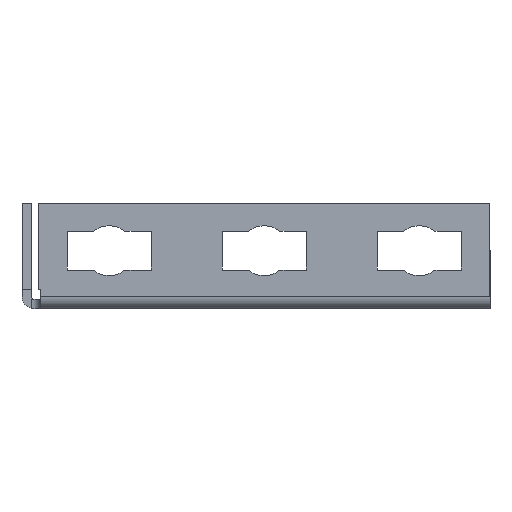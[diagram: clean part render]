
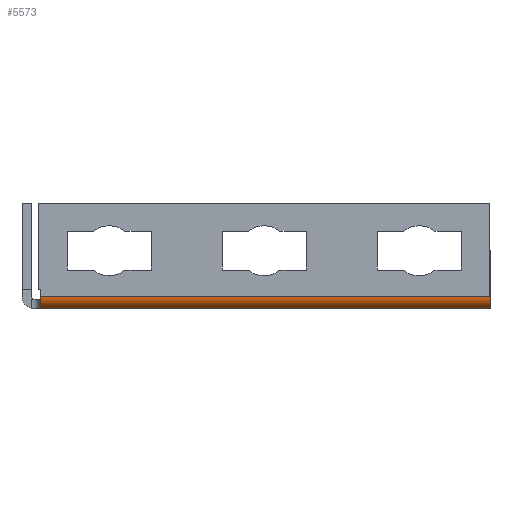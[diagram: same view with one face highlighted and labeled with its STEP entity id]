
A CAD part, left-side view. The second image highlights one B-rep face of the part: STEP entity #5573.
In plain terms, the highlighted cylindrical face has radius 5 mm (diameter 10 mm), a partial arc.
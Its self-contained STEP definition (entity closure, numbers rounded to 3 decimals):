
#5467=CARTESIAN_POINT('',(5.,-7.873,0.0));
#5468=VERTEX_POINT('',#5467);
#5476=CARTESIAN_POINT('',(4.,-8.,0.101));
#5477=VERTEX_POINT('',#5476);
#5478=CARTESIAN_POINT('',(4.,-8.,0.101));
#5479=CARTESIAN_POINT('',(4.325,-8.,0.035));
#5480=CARTESIAN_POINT('',(4.666,-7.959,0.));
#5481=CARTESIAN_POINT('',(5.,-7.873,0.));
#5482=B_SPLINE_CURVE_WITH_KNOTS('',3,(#5478,#5479,#5480,#5481),.UNSPECIFIED.,.F.,.U.,(4,4),(0.774,0.874),.UNSPECIFIED.);
#5483=EDGE_CURVE('',#5477,#5468,#5482,.T.);
#5524=CARTESIAN_POINT('',(5.,-135.941,5.0));
#5525=DIRECTION('',(0.,-1.0,0.0));
#5526=DIRECTION('',(-0.707,0.0,-0.707));
#5527=AXIS2_PLACEMENT_3D('',#5524,#5525,#5526);
#5528=CYLINDRICAL_SURFACE('',#5527,5.0);
#5529=CARTESIAN_POINT('',(4.,-200.,0.101));
#5530=VERTEX_POINT('',#5529);
#5531=CARTESIAN_POINT('',(0.,-200.0,5.0));
#5532=VERTEX_POINT('',#5531);
#5533=CARTESIAN_POINT('',(5.,-200.,5.0));
#5534=DIRECTION('',(0.0,1.0,0.0));
#5535=DIRECTION('',(-0.707,0.0,-0.707));
#5536=AXIS2_PLACEMENT_3D('',#5533,#5534,#5535);
#5537=CIRCLE('',#5536,5.0);
#5538=EDGE_CURVE('',#5530,#5532,#5537,.T.);
#5539=ORIENTED_EDGE('',*,*,#5538,.T.);
#5540=CARTESIAN_POINT('',(0.,-8.0,5.0));
#5541=VERTEX_POINT('',#5540);
#5542=CARTESIAN_POINT('',(0.,-200.0,5.0));
#5543=DIRECTION('',(0.0,1.0,0.0));
#5544=VECTOR('',#5543,192.0);
#5545=LINE('',#5542,#5544);
#5546=EDGE_CURVE('',#5532,#5541,#5545,.T.);
#5547=ORIENTED_EDGE('',*,*,#5546,.T.);
#5548=CARTESIAN_POINT('',(5.,-8.,5.0));
#5549=DIRECTION('',(0.0,-1.0,0.0));
#5550=DIRECTION('',(-0.707,0.0,-0.707));
#5551=AXIS2_PLACEMENT_3D('',#5548,#5549,#5550);
#5552=CIRCLE('',#5551,5.0);
#5553=EDGE_CURVE('',#5541,#5477,#5552,.T.);
#5554=ORIENTED_EDGE('',*,*,#5553,.T.);
#5555=ORIENTED_EDGE('',*,*,#5483,.T.);
#5556=CARTESIAN_POINT('',(5.,-199.,0.0));
#5557=VERTEX_POINT('',#5556);
#5558=CARTESIAN_POINT('',(5.,-7.873,0.0));
#5559=DIRECTION('',(0.0,-1.0,0.0));
#5560=VECTOR('',#5559,191.127);
#5561=LINE('',#5558,#5560);
#5562=EDGE_CURVE('',#5468,#5557,#5561,.T.);
#5563=ORIENTED_EDGE('',*,*,#5562,.T.);
#5564=CARTESIAN_POINT('',(5.,-199.,5.0));
#5565=DIRECTION('',(-0.707,0.707,0.0));
#5566=DIRECTION('',(-0.707,-0.707,0.));
#5567=AXIS2_PLACEMENT_3D('',#5564,#5565,#5566);
#5568=ELLIPSE('',#5567,7.071,5.);
#5569=EDGE_CURVE('',#5557,#5530,#5568,.T.);
#5570=ORIENTED_EDGE('',*,*,#5569,.T.);
#5571=EDGE_LOOP('',(#5539,#5547,#5554,#5555,#5563,#5570));
#5572=FACE_OUTER_BOUND('',#5571,.T.);
#5573=ADVANCED_FACE('',(#5572),#5528,.T.);
